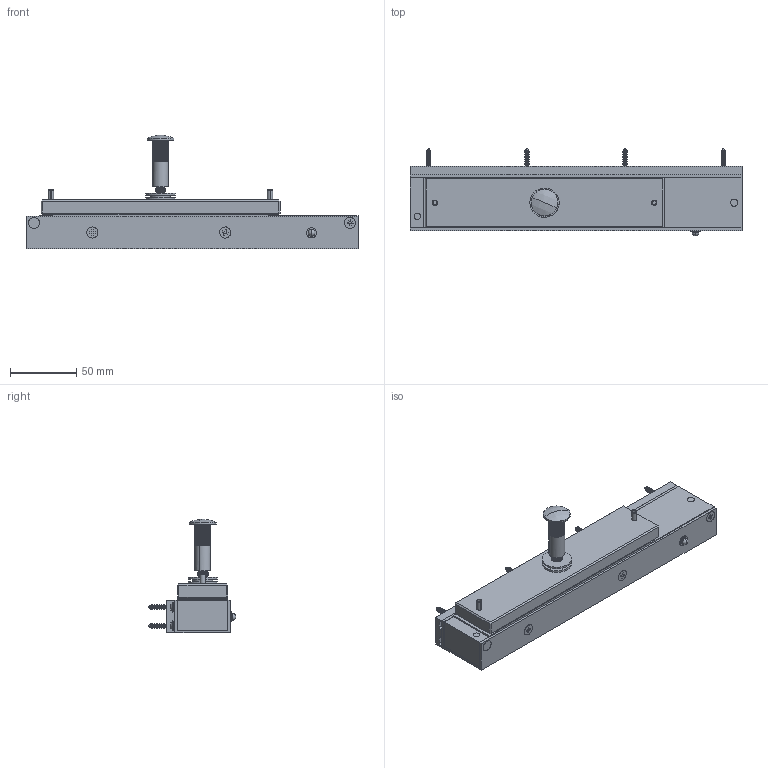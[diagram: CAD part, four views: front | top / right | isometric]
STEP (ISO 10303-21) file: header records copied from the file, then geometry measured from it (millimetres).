
FILE_DESCRIPTION (( 'STEP AP214' ), '1' );
FILE_NAME ('EF300CTC.step', '2021-07-29T14:12:07', ( '' ), ( '' ), 'SwSTEP 2.0', 'SolidWorks 2020', '' );
FILE_SCHEMA (( 'AUTOMOTIVE_DESIGN' ));
Length unit declared in the file: millimetre
Products named in the file (17): FP0098-MUSHROOM NUT-1; Tapping screw DIN 7982-ST3.5x19-C-H-S-2; Group3; FP0099-WASHER M8-1; Tapping screw DIN 7982-ST3.5x19-C-H-S-3; Tapping screw DIN 7982-ST3.5x19-C-H-S-7; Tapping screw DIN 7982-ST3.5x19-C-H-S-6; FP0100-JOINT M8-1; Tapping screw DIN 7982-ST3.5x19-C-H-S-4; FP0099-WASHER M8-2; EF300CTC; Group1; Tapping screw DIN 7982-ST3.5x19-C-H-S-5; FP0097-SCREW LOW PROFILE HEAD M8 x35-1; Tapping screw DIN 7982-ST3.5x19-C-H-S-8; Tapping screw DIN 7982-ST3.5x19-C-H-S-1; EF300-PLATINE DE MONTAGE EF300-1
Assembly tree (16 placements, depth 2):
  EF300CTC
    Group1
    Group3
    Tapping screw DIN 7982-ST3.5x19-C-H-S-1
    Tapping screw DIN 7982-ST3.5x19-C-H-S-4
    Tapping screw DIN 7982-ST3.5x19-C-H-S-3
    Tapping screw DIN 7982-ST3.5x19-C-H-S-2
    Tapping screw DIN 7982-ST3.5x19-C-H-S-7
    EF300-PLATINE DE MONTAGE EF300-1
    Tapping screw DIN 7982-ST3.5x19-C-H-S-6
    Tapping screw DIN 7982-ST3.5x19-C-H-S-8
    Tapping screw DIN 7982-ST3.5x19-C-H-S-5
    FP0099-WASHER M8-1
    FP0097-SCREW LOW PROFILE HEAD M8 x35-1
    FP0099-WASHER M8-2
    FP0100-JOINT M8-1
    FP0098-MUSHROOM NUT-1
Bounding box: 250 x 66.09 x 85.6 mm (x, y, z)
Volume: 330067.9 mm3; surface area: 112331.3 mm2
Topology: 16 solids, 16 shells, 1705 faces, 4070 edges, 2399 vertices
Faces by surface type: cone 725, cylinder 537, plane 387, torus 52, sphere 4
Entity records: 53852 total; most frequent: CARTESIAN_POINT 9199, DIRECTION 8999, ORIENTED_EDGE 8096, EDGE_CURVE 4048, AXIS2_PLACEMENT_3D 3493, VERTEX_POINT 2399, LINE 2013, VECTOR 2013
